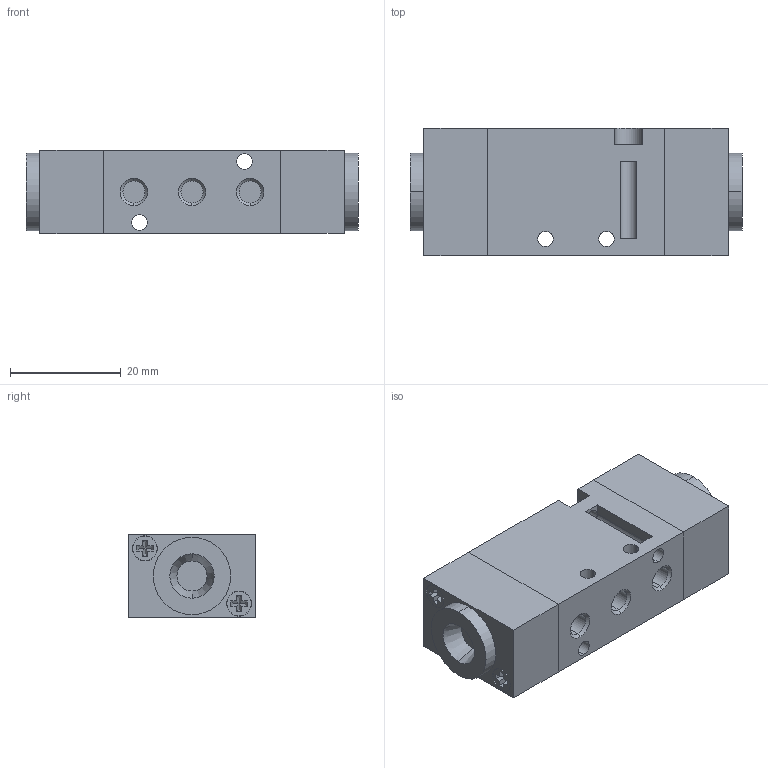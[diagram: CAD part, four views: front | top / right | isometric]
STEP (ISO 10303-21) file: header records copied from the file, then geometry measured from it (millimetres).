
FILE_DESCRIPTION (( 'STEP AP203' ), '1' );
FILE_NAME ('SFP1200.STEP', '2016-01-13T02:10:36', ( 'yrd8' ), ( 'Hewlett-Packard Company' ), 'SwSTEP 2.0', 'SolidWorks 2008', '' );
FILE_SCHEMA (( 'CONFIG_CONTROL_DESIGN' ));
Length unit declared in the file: millimetre
Products named in the file (3): SFP1200; SFP1000 Body_ル遽; SFP1000 Semi_ル遽
Assembly tree (3 placements, depth 2):
  SFP1200
    SFP1000 Body_ル遽
    SFP1000 Semi_ル遽  x2
Bounding box: 60 x 23 x 15 mm (x, y, z)
Volume: 17783.7 mm3; surface area: 8388.7 mm2
Topology: 3 solids, 3 shells, 169 faces, 380 edges, 242 vertices
Faces by surface type: plane 99, cylinder 52, cone 18
Entity records: 3631 total; most frequent: DIRECTION 606, CARTESIAN_POINT 558, ORIENTED_EDGE 532, EDGE_CURVE 266, AXIS2_PLACEMENT_3D 218, LINE 170, VECTOR 170, VERTEX_POINT 170
